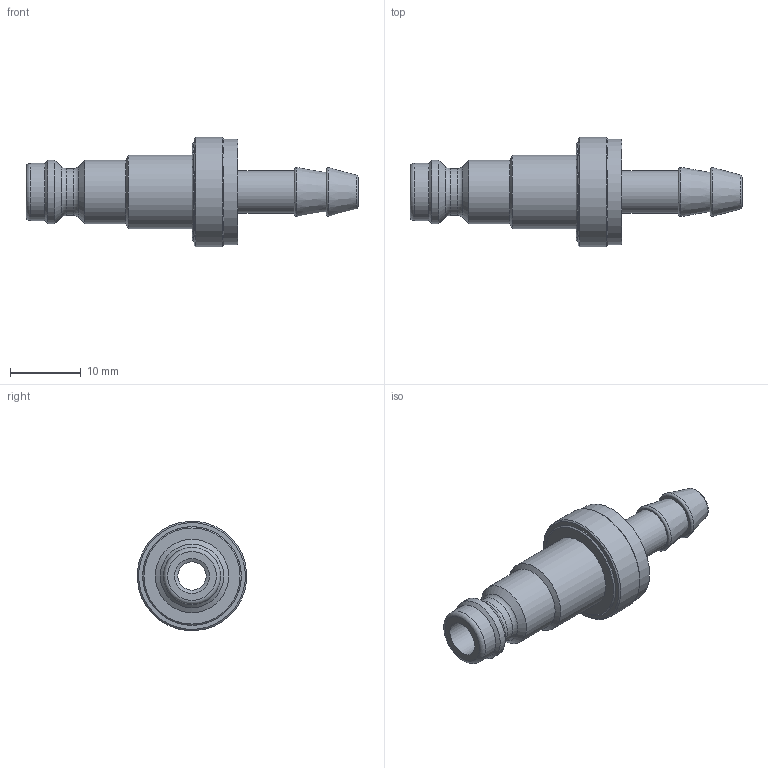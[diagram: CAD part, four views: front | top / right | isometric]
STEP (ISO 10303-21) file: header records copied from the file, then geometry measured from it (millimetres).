
FILE_DESCRIPTION((''),'2;1');
FILE_NAME('21sftf06mxx0.stp','2015-01-13T14:50:36',('SSC01480'),(''),'Autodesk Inventor 2013','Autodesk Inventor 2013','');
FILE_SCHEMA(('AUTOMOTIVE_DESIGN { 1 0 10303 214 1 1 1 1 }'));
Length unit declared in the file: millimetre
Products named in the file (3): D113163; D113162; D113125
Assembly tree (2 placements, depth 2):
  D113163
    D113162
    D113125
Bounding box: 47 x 15.46 x 15.46 mm (x, y, z)
Volume: 2488 mm3; surface area: 2737 mm2
Topology: 2 solids, 2 shells, 39 faces, 69 edges, 39 vertices
Faces by surface type: cylinder 13, cone 11, plane 9, torus 6
Full cylindrical faces by diameter (mm): 4 x1, 4.95 x1, 6.05 x1, 6.65 x1, 8.1 x1, 9 x2, 10.4 x1, 13.85 x1, 14 x1, 14.05 x1, 15 x1, 15.5 x1
Entity records: 881 total; most frequent: DIRECTION 166, CARTESIAN_POINT 122, AXIS2_PLACEMENT_3D 83, ORIENTED_EDGE 78, EDGE_LOOP 78, VERTEX_POINT 39, CIRCLE 39, EDGE_CURVE 39
